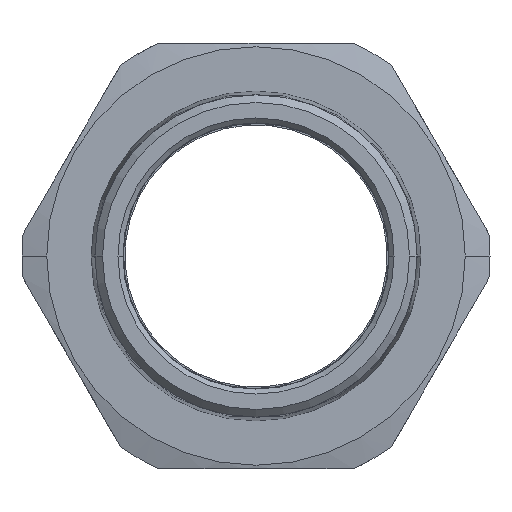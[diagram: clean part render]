
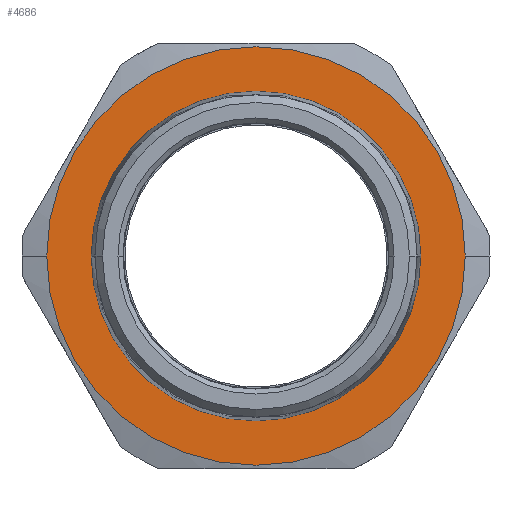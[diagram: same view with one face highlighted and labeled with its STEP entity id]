
A CAD part, left-side view. The second image highlights one B-rep face of the part: STEP entity #4686.
In plain terms, the highlighted planar face has unit normal (-1, 0, 0).
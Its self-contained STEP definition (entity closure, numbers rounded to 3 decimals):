
#153 = EDGE_CURVE ( 'NONE', #2829, #1152, #2421, .T. ) ;
#271 = DIRECTION ( 'NONE',  ( 1., 0., 0. ) ) ;
#538 = EDGE_CURVE ( 'NONE', #2440, #2376, #4538, .T. ) ;
#608 = FACE_OUTER_BOUND ( 'NONE', #1284, .T. ) ;
#704 = EDGE_CURVE ( 'NONE', #1152, #2829, #3702, .T. ) ;
#793 = DIRECTION ( 'NONE',  ( 1., 0., 0. ) ) ;
#1146 = ORIENTED_EDGE ( 'NONE', *, *, #2681, .F. ) ;
#1152 = VERTEX_POINT ( 'NONE', #2578 ) ;
#1284 = EDGE_LOOP ( 'NONE', ( #1146, #4052 ) ) ;
#1355 = DIRECTION ( 'NONE',  ( 1., 0., 0. ) ) ;
#2092 = CIRCLE ( 'NONE', #3204, 21.15 ) ;
#2119 = ORIENTED_EDGE ( 'NONE', *, *, #704, .T. ) ;
#2199 = FACE_BOUND ( 'NONE', #5150, .T. ) ;
#2362 = CARTESIAN_POINT ( 'NONE',  ( -2.275, 0., 23.65 ) ) ;
#2376 = VERTEX_POINT ( 'NONE', #3613 ) ;
#2407 = DIRECTION ( 'NONE',  ( 0., -1., 0. ) ) ;
#2421 = CIRCLE ( 'NONE', #3947, 16.665 ) ;
#2430 = AXIS2_PLACEMENT_3D ( 'NONE', #2362, #4859, #3596 ) ;
#2440 = VERTEX_POINT ( 'NONE', #5261 ) ;
#2558 = AXIS2_PLACEMENT_3D ( 'NONE', #4596, #1355, #5050 ) ;
#2578 = CARTESIAN_POINT ( 'NONE',  ( -2.275, -16.665, 0. ) ) ;
#2681 = EDGE_CURVE ( 'NONE', #2376, #2440, #2092, .T. ) ;
#2829 = VERTEX_POINT ( 'NONE', #3659 ) ;
#3204 = AXIS2_PLACEMENT_3D ( 'NONE', #4707, #5086, #3452 ) ;
#3452 = DIRECTION ( 'NONE',  ( 0., -1., 0. ) ) ;
#3497 = CARTESIAN_POINT ( 'NONE',  ( -2.275, 0., 0. ) ) ;
#3596 = DIRECTION ( 'NONE',  ( 0., -1., 0. ) ) ;
#3613 = CARTESIAN_POINT ( 'NONE',  ( -2.275, -21.15, 0. ) ) ;
#3659 = CARTESIAN_POINT ( 'NONE',  ( -2.275, 16.665, 0. ) ) ;
#3702 = CIRCLE ( 'NONE', #2558, 16.665 ) ;
#3947 = AXIS2_PLACEMENT_3D ( 'NONE', #3497, #271, #3948 ) ;
#3948 = DIRECTION ( 'NONE',  ( 0., -1., 0. ) ) ;
#4034 = PLANE ( 'NONE',  #2430 ) ;
#4052 = ORIENTED_EDGE ( 'NONE', *, *, #538, .F. ) ;
#4229 = AXIS2_PLACEMENT_3D ( 'NONE', #5272, #793, #2407 ) ;
#4538 = CIRCLE ( 'NONE', #4229, 21.15 ) ;
#4596 = CARTESIAN_POINT ( 'NONE',  ( -2.275, 0., 0. ) ) ;
#4686 = ADVANCED_FACE ( 'NONE', ( #2199, #608 ), #4034, .F. ) ;
#4707 = CARTESIAN_POINT ( 'NONE',  ( -2.275, 0., 0. ) ) ;
#4859 = DIRECTION ( 'NONE',  ( 1., 0., 0. ) ) ;
#4898 = ORIENTED_EDGE ( 'NONE', *, *, #153, .T. ) ;
#5050 = DIRECTION ( 'NONE',  ( 0., -1., 0. ) ) ;
#5086 = DIRECTION ( 'NONE',  ( 1., 0., 0. ) ) ;
#5150 = EDGE_LOOP ( 'NONE', ( #2119, #4898 ) ) ;
#5261 = CARTESIAN_POINT ( 'NONE',  ( -2.275, 21.15, 0. ) ) ;
#5272 = CARTESIAN_POINT ( 'NONE',  ( -2.275, 0., 0. ) ) ;
